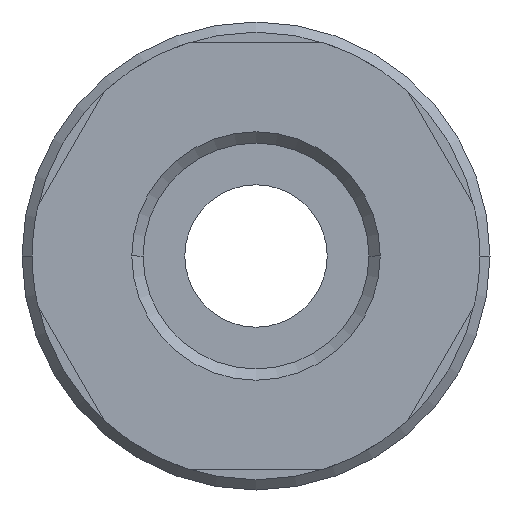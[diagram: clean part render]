
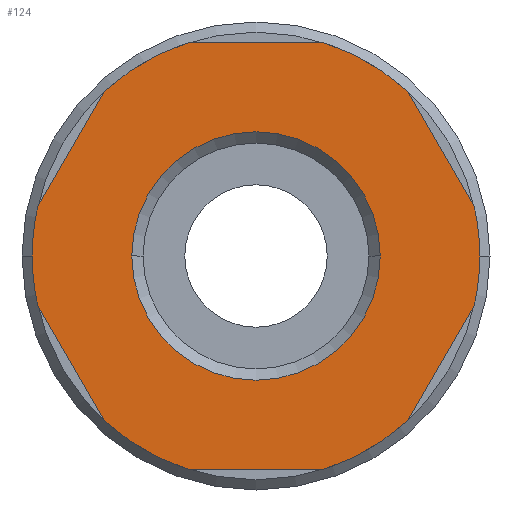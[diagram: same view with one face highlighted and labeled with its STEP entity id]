
A CAD part, front view. The second image highlights one B-rep face of the part: STEP entity #124.
In plain terms, the highlighted planar face has unit normal (0, -1, 0).
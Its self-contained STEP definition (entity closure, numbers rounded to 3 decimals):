
#124=ADVANCED_FACE('',(#306,#307),#308,.T.);
#306=FACE_BOUND('',#549,.T.);
#307=FACE_OUTER_BOUND('',#550,.T.);
#308=PLANE('',#551);
#549=EDGE_LOOP('',(#846,#847));
#550=EDGE_LOOP('',(#848,#849,#850,#851,#852,#853,#854,#855,#856,#857,#858,#859,#860,#861));
#551=AXIS2_PLACEMENT_3D('',#862,#863,#864);
#846=ORIENTED_EDGE('',*,*,#1446,.T.);
#847=ORIENTED_EDGE('',*,*,#1447,.T.);
#848=ORIENTED_EDGE('',*,*,#1448,.T.);
#849=ORIENTED_EDGE('',*,*,#1449,.F.);
#850=ORIENTED_EDGE('',*,*,#1450,.T.);
#851=ORIENTED_EDGE('',*,*,#1451,.F.);
#852=ORIENTED_EDGE('',*,*,#1452,.T.);
#853=ORIENTED_EDGE('',*,*,#1453,.F.);
#854=ORIENTED_EDGE('',*,*,#1454,.F.);
#855=ORIENTED_EDGE('',*,*,#1413,.T.);
#856=ORIENTED_EDGE('',*,*,#1455,.F.);
#857=ORIENTED_EDGE('',*,*,#1456,.T.);
#858=ORIENTED_EDGE('',*,*,#1457,.F.);
#859=ORIENTED_EDGE('',*,*,#1442,.T.);
#860=ORIENTED_EDGE('',*,*,#1458,.F.);
#861=ORIENTED_EDGE('',*,*,#1459,.F.);
#862=CARTESIAN_POINT('',(5.5,0.0,0.0));
#863=DIRECTION('',(-0.0,-1.0,-0.0));
#864=DIRECTION('',(-1.0,0.0,0.0));
#1413=EDGE_CURVE('',#1675,#1672,#1676,.T.);
#1442=EDGE_CURVE('',#1726,#1723,#1727,.T.);
#1446=EDGE_CURVE('',#1732,#1733,#1734,.T.);
#1447=EDGE_CURVE('',#1733,#1732,#1735,.T.);
#1448=EDGE_CURVE('',#1736,#1737,#1738,.T.);
#1449=EDGE_CURVE('',#1739,#1737,#1740,.T.);
#1450=EDGE_CURVE('',#1739,#1741,#1742,.T.);
#1451=EDGE_CURVE('',#1743,#1741,#1744,.T.);
#1452=EDGE_CURVE('',#1743,#1745,#1746,.T.);
#1453=EDGE_CURVE('',#1747,#1745,#1748,.T.);
#1454=EDGE_CURVE('',#1675,#1747,#1749,.T.);
#1455=EDGE_CURVE('',#1750,#1672,#1751,.T.);
#1456=EDGE_CURVE('',#1750,#1752,#1753,.T.);
#1457=EDGE_CURVE('',#1726,#1752,#1754,.T.);
#1458=EDGE_CURVE('',#1755,#1723,#1756,.T.);
#1459=EDGE_CURVE('',#1736,#1755,#1757,.T.);
#1672=VERTEX_POINT('',#2087);
#1675=VERTEX_POINT('',#2091);
#1676=LINE('',#2092,#2093);
#1723=VERTEX_POINT('',#2204);
#1726=VERTEX_POINT('',#2208);
#1727=LINE('',#2209,#2210);
#1732=VERTEX_POINT('',#2217);
#1733=VERTEX_POINT('',#2218);
#1734=CIRCLE('',#2219,6.105);
#1735=CIRCLE('',#2220,6.105);
#1736=VERTEX_POINT('',#2221);
#1737=VERTEX_POINT('',#2222);
#1738=LINE('',#2223,#2224);
#1739=VERTEX_POINT('',#2225);
#1740=CIRCLE('',#2226,11.0);
#1741=VERTEX_POINT('',#2227);
#1742=LINE('',#2228,#2229);
#1743=VERTEX_POINT('',#2230);
#1744=CIRCLE('',#2231,11.0);
#1745=VERTEX_POINT('',#2232);
#1746=LINE('',#2233,#2234);
#1747=VERTEX_POINT('',#2235);
#1748=CIRCLE('',#2236,11.0);
#1749=CIRCLE('',#2237,11.0);
#1750=VERTEX_POINT('',#2238);
#1751=CIRCLE('',#2239,11.0);
#1752=VERTEX_POINT('',#2240);
#1753=LINE('',#2241,#2242);
#1754=CIRCLE('',#2243,11.0);
#1755=VERTEX_POINT('',#2244);
#1756=CIRCLE('',#2245,11.0);
#1757=CIRCLE('',#2246,11.0);
#2087=CARTESIAN_POINT('',(7.454,0.0,8.089));
#2091=CARTESIAN_POINT('',(10.733,0.0,2.411));
#2092=CARTESIAN_POINT('',(9.781,0.0,4.059));
#2093=VECTOR('',#2679,1.0);
#2204=CARTESIAN_POINT('',(-10.733,0.0,2.411));
#2208=CARTESIAN_POINT('',(-7.454,0.0,8.089));
#2209=CARTESIAN_POINT('',(-8.406,0.0,6.441));
#2210=VECTOR('',#2711,1.0);
#2217=CARTESIAN_POINT('',(-6.105,0.0,0.));
#2218=CARTESIAN_POINT('',(6.105,0.0,0.));
#2219=AXIS2_PLACEMENT_3D('',#2714,#2715,#2716);
#2220=AXIS2_PLACEMENT_3D('',#2717,#2718,#2719);
#2221=CARTESIAN_POINT('',(-10.733,0.0,-2.411));
#2222=CARTESIAN_POINT('',(-7.454,0.0,-8.089));
#2223=CARTESIAN_POINT('',(-8.406,0.0,-6.441));
#2224=VECTOR('',#2720,1.0);
#2225=CARTESIAN_POINT('',(-3.279,0.0,-10.5));
#2226=AXIS2_PLACEMENT_3D('',#2721,#2722,#2723);
#2227=CARTESIAN_POINT('',(3.279,0.0,-10.5));
#2228=CARTESIAN_POINT('',(2.75,0.0,-10.5));
#2229=VECTOR('',#2724,1.0);
#2230=CARTESIAN_POINT('',(7.454,0.0,-8.089));
#2231=AXIS2_PLACEMENT_3D('',#2725,#2726,#2727);
#2232=CARTESIAN_POINT('',(10.733,0.0,-2.411));
#2233=CARTESIAN_POINT('',(9.781,0.0,-4.059));
#2234=VECTOR('',#2728,1.0);
#2235=CARTESIAN_POINT('',(11.0,0.0,0.));
#2236=AXIS2_PLACEMENT_3D('',#2729,#2730,#2731);
#2237=AXIS2_PLACEMENT_3D('',#2732,#2733,#2734);
#2238=CARTESIAN_POINT('',(3.279,0.0,10.5));
#2239=AXIS2_PLACEMENT_3D('',#2735,#2736,#2737);
#2240=CARTESIAN_POINT('',(-3.279,0.0,10.5));
#2241=CARTESIAN_POINT('',(2.75,0.0,10.5));
#2242=VECTOR('',#2738,1.0);
#2243=AXIS2_PLACEMENT_3D('',#2739,#2740,#2741);
#2244=CARTESIAN_POINT('',(-11.0,0.0,0.));
#2245=AXIS2_PLACEMENT_3D('',#2742,#2743,#2744);
#2246=AXIS2_PLACEMENT_3D('',#2745,#2746,#2747);
#2679=DIRECTION('',(-0.5,0.0,0.866));
#2711=DIRECTION('',(-0.5,0.0,-0.866));
#2714=CARTESIAN_POINT('',(0.0,0.0,0.0));
#2715=DIRECTION('',(-0.0,1.0,0.0));
#2716=DIRECTION('',(1.0,0.0,0.0));
#2717=CARTESIAN_POINT('',(0.0,0.0,0.0));
#2718=DIRECTION('',(-0.0,1.0,0.0));
#2719=DIRECTION('',(1.0,0.0,0.0));
#2720=DIRECTION('',(0.5,0.0,-0.866));
#2721=CARTESIAN_POINT('',(0.0,0.0,0.0));
#2722=DIRECTION('',(-0.0,1.0,0.0));
#2723=DIRECTION('',(1.0,0.0,0.0));
#2724=DIRECTION('',(1.0,-0.0,0.0));
#2725=CARTESIAN_POINT('',(0.0,0.0,0.0));
#2726=DIRECTION('',(-0.0,1.0,0.0));
#2727=DIRECTION('',(1.0,0.0,0.0));
#2728=DIRECTION('',(0.5,-0.0,0.866));
#2729=CARTESIAN_POINT('',(0.0,0.0,0.0));
#2730=DIRECTION('',(-0.0,1.0,0.0));
#2731=DIRECTION('',(1.0,0.0,0.0));
#2732=CARTESIAN_POINT('',(0.0,0.0,0.0));
#2733=DIRECTION('',(-0.0,1.0,0.0));
#2734=DIRECTION('',(1.0,0.0,0.0));
#2735=CARTESIAN_POINT('',(0.0,0.0,0.0));
#2736=DIRECTION('',(-0.0,1.0,0.0));
#2737=DIRECTION('',(1.0,0.0,0.0));
#2738=DIRECTION('',(-1.0,0.0,0.));
#2739=CARTESIAN_POINT('',(0.0,0.0,0.0));
#2740=DIRECTION('',(-0.0,1.0,0.0));
#2741=DIRECTION('',(1.0,0.0,0.0));
#2742=CARTESIAN_POINT('',(0.0,0.0,0.0));
#2743=DIRECTION('',(-0.0,1.0,0.0));
#2744=DIRECTION('',(1.0,0.0,0.0));
#2745=CARTESIAN_POINT('',(0.0,0.0,0.0));
#2746=DIRECTION('',(-0.0,1.0,0.0));
#2747=DIRECTION('',(1.0,0.0,0.0));
